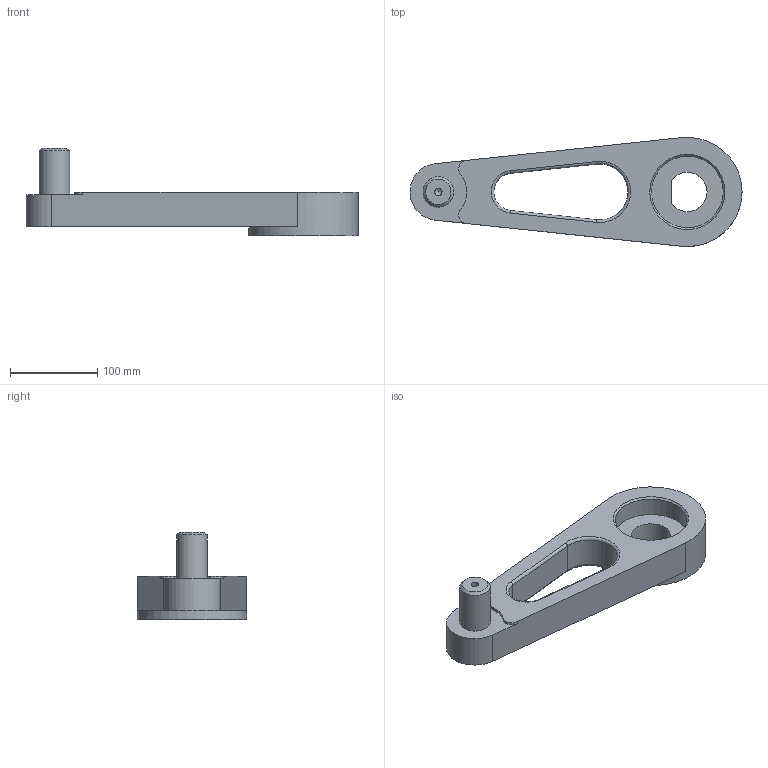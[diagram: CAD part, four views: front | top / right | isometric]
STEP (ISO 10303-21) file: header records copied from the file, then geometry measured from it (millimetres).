
FILE_DESCRIPTION(/* description */ (''),/* implementation_level */ '2;1');
FILE_NAME(/* name */ 'Kaufmann_SpeedCAD_1.stp',/* time_stamp */ '2024-01-18T16:24:31+01:00',/* author */ (''),/* organization */ (''),/* preprocessor_version */ 'ST-DEVELOPER v19.4',/* originating_system */ 'SIEMENS PLM Software NX2306.7002',/* authorisation */ '');
FILE_SCHEMA (('AUTOMOTIVE_DESIGN { 1 0 10303 214 3 1 1 1 }'));
Length unit declared in the file: millimetre
Products named in the file (1): Kaufmann_SpeedCAD_1
Bounding box: 379.88 x 124.84 x 100 mm (x, y, z)
Volume: 1087691.7 mm3; surface area: 119867.2 mm2
Topology: 1 solids, 1 shells, 35 faces, 83 edges, 52 vertices
Faces by surface type: cylinder 17, plane 11, torus 4, cone 3
Full cylindrical faces by diameter (mm): 8.5 x1, 35 x1, 82 x1, 125 x1
Entity records: 992 total; most frequent: DIRECTION 186, CARTESIAN_POINT 159, ORIENTED_EDGE 146, AXIS2_PLACEMENT_3D 77, EDGE_CURVE 73, VERTEX_POINT 50, EDGE_LOOP 48, CIRCLE 41
